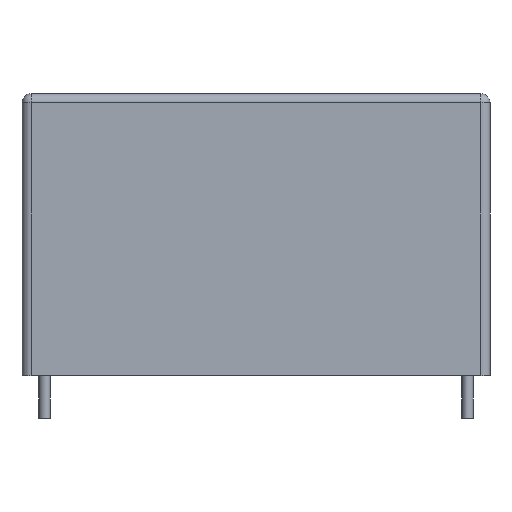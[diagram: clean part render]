
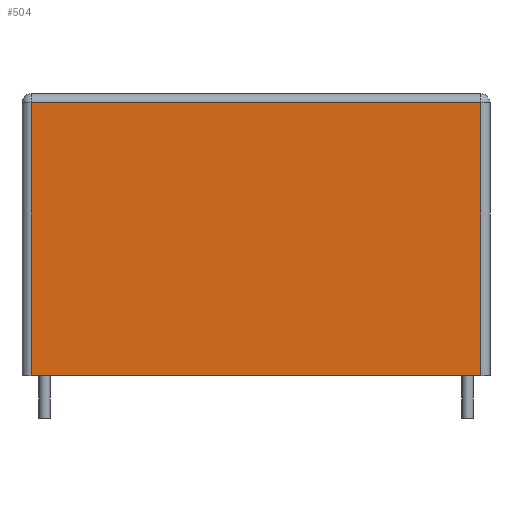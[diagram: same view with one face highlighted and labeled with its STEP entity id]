
A CAD part, front view. The second image highlights one B-rep face of the part: STEP entity #504.
In plain terms, the highlighted planar face has unit normal (0, -1, 0).
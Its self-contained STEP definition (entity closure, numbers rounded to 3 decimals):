
#70=CARTESIAN_POINT('',(19.95,-7.0,24.2));
#71=VERTEX_POINT('',#70);
#105=CARTESIAN_POINT('',(-19.95,-7.0,24.2));
#106=VERTEX_POINT('',#105);
#342=CARTESIAN_POINT('',(-19.95,-7.0,0.0));
#343=VERTEX_POINT('',#342);
#351=CARTESIAN_POINT('',(-19.95,-7.0,0.0));
#352=DIRECTION('',(0.0,0.0,1.0));
#353=VECTOR('',#352,24.2);
#354=LINE('',#351,#353);
#355=EDGE_CURVE('',#343,#106,#354,.T.);
#380=CARTESIAN_POINT('',(-19.95,-7.0,24.2));
#381=DIRECTION('',(1.0,0.0,0.0));
#382=VECTOR('',#381,39.9);
#383=LINE('',#380,#382);
#384=EDGE_CURVE('',#106,#71,#383,.T.);
#394=CARTESIAN_POINT('',(19.95,-7.0,0.0));
#395=VERTEX_POINT('',#394);
#412=CARTESIAN_POINT('',(19.95,-7.0,24.2));
#413=DIRECTION('',(0.0,0.0,-1.0));
#414=VECTOR('',#413,24.2);
#415=LINE('',#412,#414);
#416=EDGE_CURVE('',#71,#395,#415,.T.);
#477=CARTESIAN_POINT('',(19.95,-7.0,0.0));
#478=DIRECTION('',(-1.0,0.0,0.0));
#479=VECTOR('',#478,39.9);
#480=LINE('',#477,#479);
#481=EDGE_CURVE('',#395,#343,#480,.T.);
#493=CARTESIAN_POINT('',(0.0,-7.0,12.5));
#494=DIRECTION('',(0.0,1.0,0.0));
#495=DIRECTION('',(0.0,0.0,1.0));
#496=AXIS2_PLACEMENT_3D('',#493,#494,#495);
#497=PLANE('',#496);
#498=ORIENTED_EDGE('',*,*,#355,.F.);
#499=ORIENTED_EDGE('',*,*,#481,.F.);
#500=ORIENTED_EDGE('',*,*,#416,.F.);
#501=ORIENTED_EDGE('',*,*,#384,.F.);
#502=EDGE_LOOP('',(#498,#499,#500,#501));
#503=FACE_OUTER_BOUND('',#502,.T.);
#504=ADVANCED_FACE('',(#503),#497,.F.);
